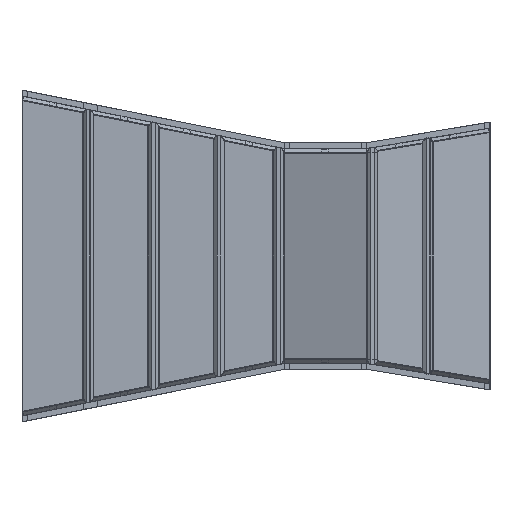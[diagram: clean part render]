
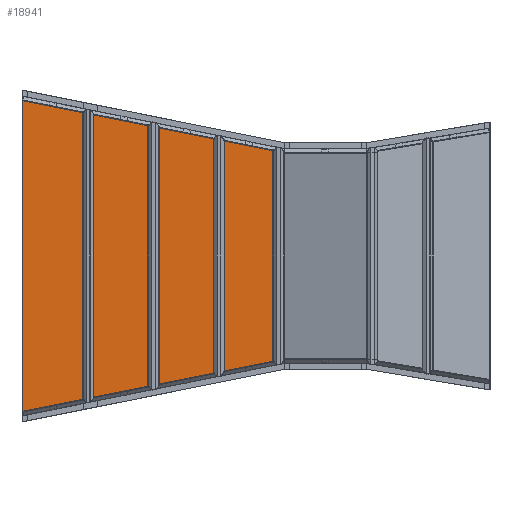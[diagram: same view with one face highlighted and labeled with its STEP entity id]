
A CAD part, front view. The second image highlights one B-rep face of the part: STEP entity #18941.
In plain terms, the highlighted planar face has unit normal (0, -1, 0).
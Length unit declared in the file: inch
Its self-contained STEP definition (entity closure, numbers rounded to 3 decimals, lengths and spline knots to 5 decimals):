
#920 = VECTOR ( 'NONE', #14555, 39.37008 ) ;
#1807 = VERTEX_POINT ( 'NONE', #5675 ) ;
#2377 = VERTEX_POINT ( 'NONE', #15899 ) ;
#2540 = CARTESIAN_POINT ( 'NONE',  ( -88.2322, -0.25, -45.3125 ) ) ;
#2586 = CARTESIAN_POINT ( 'NONE',  ( -88.2322, -0.25, 45.51741 ) ) ;
#2624 = DIRECTION ( 'NONE',  ( 0.981, 0., -0.196 ) ) ;
#2641 = ORIENTED_EDGE ( 'NONE', *, *, #14873, .F. ) ;
#2946 = LINE ( 'NONE', #13464, #14132 ) ;
#3438 = FACE_OUTER_BOUND ( 'NONE', #10980, .T. ) ;
#3667 = CARTESIAN_POINT ( 'NONE',  ( -88.2322, -0.25, -45.51741 ) ) ;
#4915 = PLANE ( 'NONE',  #6254 ) ;
#5316 = DIRECTION ( 'NONE',  ( 0., -1., 0. ) ) ;
#5675 = CARTESIAN_POINT ( 'NONE',  ( -12.04533, -0.25, 30.26404 ) ) ;
#6254 = AXIS2_PLACEMENT_3D ( 'NONE', #11514, #5316, #17491 ) ;
#7705 = EDGE_CURVE ( 'NONE', #2377, #17644, #2946, .T. ) ;
#7782 = DIRECTION ( 'NONE',  ( -0.981, 0., -0.196 ) ) ;
#7958 = EDGE_CURVE ( 'NONE', #17644, #14319, #16016, .T. ) ;
#8812 = ORIENTED_EDGE ( 'NONE', *, *, #7705, .F. ) ;
#9982 = ORIENTED_EDGE ( 'NONE', *, *, #17513, .T. ) ;
#10759 = DIRECTION ( 'NONE',  ( 0., 0., 1. ) ) ;
#10964 = LINE ( 'NONE', #12227, #16745 ) ;
#10980 = EDGE_LOOP ( 'NONE', ( #16151, #8812, #9982, #2641 ) ) ;
#11514 = CARTESIAN_POINT ( 'NONE',  ( -90.4822, -0.25, -45.3125 ) ) ;
#12227 = CARTESIAN_POINT ( 'NONE',  ( -12.04533, -0.25, -45.3125 ) ) ;
#12950 = CARTESIAN_POINT ( 'NONE',  ( -11.95092, -0.25, 30.24514 ) ) ;
#13143 = LINE ( 'NONE', #12950, #14670 ) ;
#13464 = CARTESIAN_POINT ( 'NONE',  ( -11.95092, -0.25, -30.24514 ) ) ;
#14132 = VECTOR ( 'NONE', #7782, 39.37008 ) ;
#14319 = VERTEX_POINT ( 'NONE', #2586 ) ;
#14555 = DIRECTION ( 'NONE',  ( 0., 0., 1. ) ) ;
#14670 = VECTOR ( 'NONE', #2624, 39.37008 ) ;
#14873 = EDGE_CURVE ( 'NONE', #14319, #1807, #13143, .T. ) ;
#15899 = CARTESIAN_POINT ( 'NONE',  ( -12.04533, -0.25, -30.26404 ) ) ;
#16016 = LINE ( 'NONE', #2540, #920 ) ;
#16151 = ORIENTED_EDGE ( 'NONE', *, *, #7958, .F. ) ;
#16745 = VECTOR ( 'NONE', #10759, 39.37008 ) ;
#17491 = DIRECTION ( 'NONE',  ( 0., 0., -1. ) ) ;
#17513 = EDGE_CURVE ( 'NONE', #2377, #1807, #10964, .T. ) ;
#17644 = VERTEX_POINT ( 'NONE', #3667 ) ;
#18941 = ADVANCED_FACE ( 'NONE', ( #3438 ), #4915, .T. ) ;
